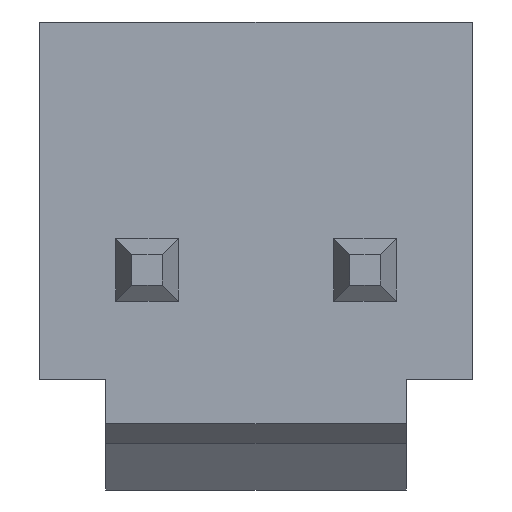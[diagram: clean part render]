
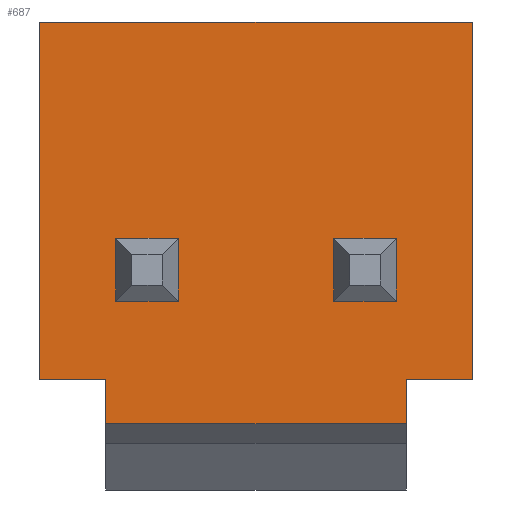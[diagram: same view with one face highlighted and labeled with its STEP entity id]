
A CAD part, front view. The second image highlights one B-rep face of the part: STEP entity #687.
In plain terms, the highlighted planar face has unit normal (0, -1, 0).
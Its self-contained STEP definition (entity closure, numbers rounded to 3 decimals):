
#2 = DIRECTION ( 'NONE',  ( 0., 0., 1. ) ) ;
#9 = DIRECTION ( 'NONE',  ( 1., 0., 0. ) ) ;
#19 = EDGE_CURVE ( 'NONE', #1029, #1372, #1143, .T. ) ;
#40 = VECTOR ( 'NONE', #1020, 1000. ) ;
#42 = CARTESIAN_POINT ( 'NONE',  ( -2.73, -5.45, -2.25 ) ) ;
#56 = DIRECTION ( 'NONE',  ( 0., 0., 1. ) ) ;
#76 = VERTEX_POINT ( 'NONE', #1479 ) ;
#82 = ORIENTED_EDGE ( 'NONE', *, *, #1470, .T. ) ;
#84 = EDGE_CURVE ( 'NONE', #1419, #1029, #157, .T. ) ;
#87 = LINE ( 'NONE', #148, #1140 ) ;
#99 = EDGE_CURVE ( 'NONE', #1435, #137, #708, .T. ) ;
#126 = ORIENTED_EDGE ( 'NONE', *, *, #1127, .T. ) ;
#135 = VERTEX_POINT ( 'NONE', #1200 ) ;
#136 = CARTESIAN_POINT ( 'NONE',  ( 1.41, -5.45, 0.32 ) ) ;
#137 = VERTEX_POINT ( 'NONE', #1493 ) ;
#148 = CARTESIAN_POINT ( 'NONE',  ( -2.55, -5.45, -0.82 ) ) ;
#157 = LINE ( 'NONE', #1512, #187 ) ;
#173 = CARTESIAN_POINT ( 'NONE',  ( -2.55, -5.45, -0.82 ) ) ;
#187 = VECTOR ( 'NONE', #1005, 1000. ) ;
#227 = VECTOR ( 'NONE', #514, 1000. ) ;
#231 = CARTESIAN_POINT ( 'NONE',  ( -2.73, -5.45, -3.046 ) ) ;
#233 = DIRECTION ( 'NONE',  ( 0., 0., 1. ) ) ;
#242 = DIRECTION ( 'NONE',  ( 0., 0., -1. ) ) ;
#244 = VECTOR ( 'NONE', #1543, 1000. ) ;
#257 = CARTESIAN_POINT ( 'NONE',  ( -2.55, -5.45, 0.32 ) ) ;
#290 = CARTESIAN_POINT ( 'NONE',  ( -1.41, -5.45, 0.32 ) ) ;
#292 = VERTEX_POINT ( 'NONE', #492 ) ;
#319 = VERTEX_POINT ( 'NONE', #833 ) ;
#344 = EDGE_LOOP ( 'NONE', ( #1148, #1184, #459, #1548 ) ) ;
#353 = LINE ( 'NONE', #136, #1424 ) ;
#365 = CARTESIAN_POINT ( 'NONE',  ( -3.93, -5.45, 4.25 ) ) ;
#370 = CARTESIAN_POINT ( 'NONE',  ( 3.93, -5.45, -3.046 ) ) ;
#383 = DIRECTION ( 'NONE',  ( -1., 0., 0. ) ) ;
#404 = LINE ( 'NONE', #677, #1452 ) ;
#409 = VECTOR ( 'NONE', #1217, 1000. ) ;
#442 = CARTESIAN_POINT ( 'NONE',  ( -1.41, -5.45, 0.32 ) ) ;
#459 = ORIENTED_EDGE ( 'NONE', *, *, #734, .T. ) ;
#472 = EDGE_CURVE ( 'NONE', #319, #1546, #761, .T. ) ;
#491 = EDGE_LOOP ( 'NONE', ( #1018, #126, #788, #643, #656, #989, #1368, #603 ) ) ;
#492 = CARTESIAN_POINT ( 'NONE',  ( 2.55, -5.45, 0.32 ) ) ;
#506 = DIRECTION ( 'NONE',  ( 0., 0., -1. ) ) ;
#514 = DIRECTION ( 'NONE',  ( -1., 0., 0. ) ) ;
#548 = CARTESIAN_POINT ( 'NONE',  ( 1.41, -5.45, -0.82 ) ) ;
#561 = LINE ( 'NONE', #370, #589 ) ;
#577 = LINE ( 'NONE', #1445, #40 ) ;
#583 = LINE ( 'NONE', #1374, #1078 ) ;
#589 = VECTOR ( 'NONE', #383, 1000. ) ;
#603 = ORIENTED_EDGE ( 'NONE', *, *, #19, .T. ) ;
#643 = ORIENTED_EDGE ( 'NONE', *, *, #870, .T. ) ;
#647 = EDGE_CURVE ( 'NONE', #1372, #1464, #1255, .T. ) ;
#656 = ORIENTED_EDGE ( 'NONE', *, *, #1325, .T. ) ;
#658 = CARTESIAN_POINT ( 'NONE',  ( -3.93, -5.45, -3.046 ) ) ;
#677 = CARTESIAN_POINT ( 'NONE',  ( 3.93, -5.45, -3.046 ) ) ;
#687 = ADVANCED_FACE ( 'NONE', ( #766, #1304, #1286 ), #701, .F. ) ;
#697 = CARTESIAN_POINT ( 'NONE',  ( -2.73, -5.45, -3.046 ) ) ;
#701 = PLANE ( 'NONE',  #1406 ) ;
#708 = LINE ( 'NONE', #442, #1218 ) ;
#711 = CARTESIAN_POINT ( 'NONE',  ( 2.55, -5.45, 0.32 ) ) ;
#721 = CARTESIAN_POINT ( 'NONE',  ( 2.55, -5.45, 0.32 ) ) ;
#734 = EDGE_CURVE ( 'NONE', #1532, #292, #1338, .T. ) ;
#761 = LINE ( 'NONE', #908, #227 ) ;
#766 = FACE_BOUND ( 'NONE', #847, .T. ) ;
#788 = ORIENTED_EDGE ( 'NONE', *, *, #1216, .F. ) ;
#791 = ORIENTED_EDGE ( 'NONE', *, *, #1387, .T. ) ;
#811 = VERTEX_POINT ( 'NONE', #1561 ) ;
#825 = LINE ( 'NONE', #1267, #1381 ) ;
#827 = VERTEX_POINT ( 'NONE', #1439 ) ;
#833 = CARTESIAN_POINT ( 'NONE',  ( 2.55, -5.45, -0.82 ) ) ;
#847 = EDGE_LOOP ( 'NONE', ( #82, #791, #1373, #1320 ) ) ;
#870 = EDGE_CURVE ( 'NONE', #811, #827, #825, .T. ) ;
#876 = VECTOR ( 'NONE', #506, 1000. ) ;
#904 = VECTOR ( 'NONE', #9, 1000. ) ;
#908 = CARTESIAN_POINT ( 'NONE',  ( 2.55, -5.45, -0.82 ) ) ;
#911 = DIRECTION ( 'NONE',  ( 1., 0., 0. ) ) ;
#920 = CARTESIAN_POINT ( 'NONE',  ( 3.93, -5.45, 4.25 ) ) ;
#933 = DIRECTION ( 'NONE',  ( -1., 0., 0. ) ) ;
#989 = ORIENTED_EDGE ( 'NONE', *, *, #1045, .F. ) ;
#1005 = DIRECTION ( 'NONE',  ( -1., 0., 0. ) ) ;
#1018 = ORIENTED_EDGE ( 'NONE', *, *, #647, .T. ) ;
#1020 = DIRECTION ( 'NONE',  ( 1., 0., 0. ) ) ;
#1029 = VERTEX_POINT ( 'NONE', #365 ) ;
#1045 = EDGE_CURVE ( 'NONE', #1419, #76, #404, .T. ) ;
#1046 = DIRECTION ( 'NONE',  ( 0., 0., -1. ) ) ;
#1061 = CARTESIAN_POINT ( 'NONE',  ( 1.41, -5.45, 0.32 ) ) ;
#1066 = EDGE_CURVE ( 'NONE', #292, #319, #1418, .T. ) ;
#1078 = VECTOR ( 'NONE', #233, 1000. ) ;
#1091 = EDGE_CURVE ( 'NONE', #1546, #1532, #353, .T. ) ;
#1099 = CARTESIAN_POINT ( 'NONE',  ( 3.93, -5.45, -3.046 ) ) ;
#1127 = EDGE_CURVE ( 'NONE', #1464, #1298, #1403, .T. ) ;
#1140 = VECTOR ( 'NONE', #933, 1000. ) ;
#1143 = LINE ( 'NONE', #658, #1172 ) ;
#1148 = ORIENTED_EDGE ( 'NONE', *, *, #472, .T. ) ;
#1149 = EDGE_CURVE ( 'NONE', #135, #1435, #1408, .T. ) ;
#1172 = VECTOR ( 'NONE', #1046, 1000. ) ;
#1183 = DIRECTION ( 'NONE',  ( 0., 0., -1. ) ) ;
#1184 = ORIENTED_EDGE ( 'NONE', *, *, #1091, .T. ) ;
#1200 = CARTESIAN_POINT ( 'NONE',  ( -2.55, -5.45, 0.32 ) ) ;
#1216 = EDGE_CURVE ( 'NONE', #811, #1298, #561, .T. ) ;
#1217 = DIRECTION ( 'NONE',  ( 0., 0., -1. ) ) ;
#1218 = VECTOR ( 'NONE', #242, 1000. ) ;
#1219 = CARTESIAN_POINT ( 'NONE',  ( -3.93, -5.45, -2.25 ) ) ;
#1232 = DIRECTION ( 'NONE',  ( 0., 0., -1. ) ) ;
#1255 = LINE ( 'NONE', #1531, #244 ) ;
#1267 = CARTESIAN_POINT ( 'NONE',  ( 2.73, -5.45, -3.046 ) ) ;
#1286 = FACE_OUTER_BOUND ( 'NONE', #491, .T. ) ;
#1298 = VERTEX_POINT ( 'NONE', #697 ) ;
#1304 = FACE_BOUND ( 'NONE', #344, .T. ) ;
#1307 = VERTEX_POINT ( 'NONE', #173 ) ;
#1320 = ORIENTED_EDGE ( 'NONE', *, *, #99, .T. ) ;
#1325 = EDGE_CURVE ( 'NONE', #827, #76, #577, .T. ) ;
#1329 = VECTOR ( 'NONE', #911, 1000. ) ;
#1338 = LINE ( 'NONE', #711, #1329 ) ;
#1368 = ORIENTED_EDGE ( 'NONE', *, *, #84, .T. ) ;
#1372 = VERTEX_POINT ( 'NONE', #1219 ) ;
#1373 = ORIENTED_EDGE ( 'NONE', *, *, #1149, .T. ) ;
#1374 = CARTESIAN_POINT ( 'NONE',  ( -2.55, -5.45, 0.32 ) ) ;
#1381 = VECTOR ( 'NONE', #56, 1000. ) ;
#1387 = EDGE_CURVE ( 'NONE', #1307, #135, #583, .T. ) ;
#1403 = LINE ( 'NONE', #231, #876 ) ;
#1406 = AXIS2_PLACEMENT_3D ( 'NONE', #1099, #1476, #1232 ) ;
#1408 = LINE ( 'NONE', #257, #904 ) ;
#1418 = LINE ( 'NONE', #721, #409 ) ;
#1419 = VERTEX_POINT ( 'NONE', #920 ) ;
#1424 = VECTOR ( 'NONE', #2, 1000. ) ;
#1435 = VERTEX_POINT ( 'NONE', #290 ) ;
#1439 = CARTESIAN_POINT ( 'NONE',  ( 2.73, -5.45, -2.25 ) ) ;
#1445 = CARTESIAN_POINT ( 'NONE',  ( 3.93, -5.45, -2.25 ) ) ;
#1452 = VECTOR ( 'NONE', #1183, 1000. ) ;
#1464 = VERTEX_POINT ( 'NONE', #42 ) ;
#1470 = EDGE_CURVE ( 'NONE', #137, #1307, #87, .T. ) ;
#1476 = DIRECTION ( 'NONE',  ( 0., 1., 0. ) ) ;
#1479 = CARTESIAN_POINT ( 'NONE',  ( 3.93, -5.45, -2.25 ) ) ;
#1493 = CARTESIAN_POINT ( 'NONE',  ( -1.41, -5.45, -0.82 ) ) ;
#1512 = CARTESIAN_POINT ( 'NONE',  ( 3.93, -5.45, 4.25 ) ) ;
#1531 = CARTESIAN_POINT ( 'NONE',  ( 3.93, -5.45, -2.25 ) ) ;
#1532 = VERTEX_POINT ( 'NONE', #1061 ) ;
#1543 = DIRECTION ( 'NONE',  ( 1., 0., 0. ) ) ;
#1546 = VERTEX_POINT ( 'NONE', #548 ) ;
#1548 = ORIENTED_EDGE ( 'NONE', *, *, #1066, .T. ) ;
#1561 = CARTESIAN_POINT ( 'NONE',  ( 2.73, -5.45, -3.046 ) ) ;
